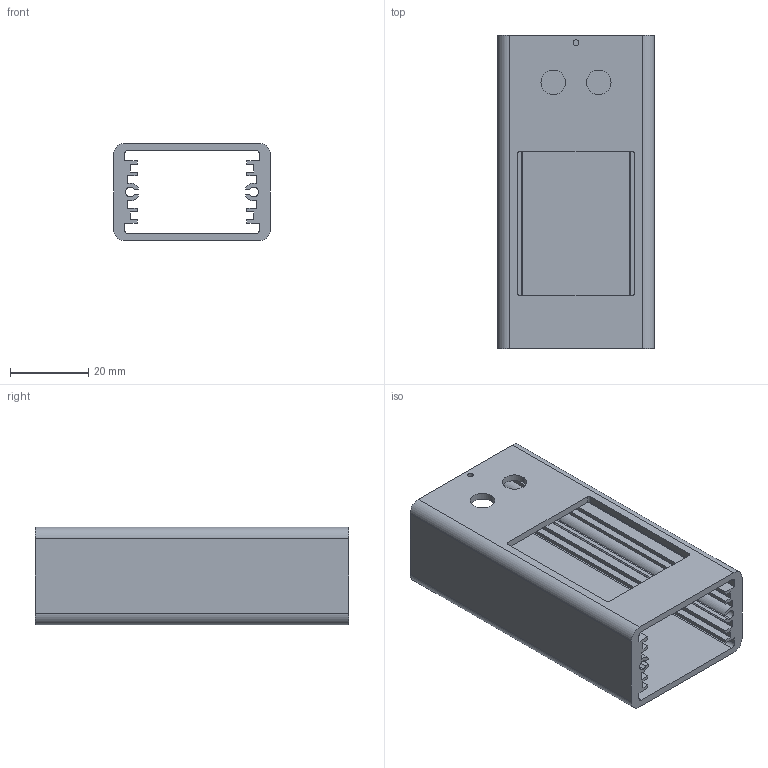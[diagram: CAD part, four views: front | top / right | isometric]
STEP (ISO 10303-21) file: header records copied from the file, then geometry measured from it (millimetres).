
FILE_DESCRIPTION (( 'STEP AP203' ), '1' );
FILE_NAME ('外壳.STEP', '2024-02-15T06:45:07', ( '微软用户' ), ( '微软中国' ), 'SwSTEP 2.0', 'SolidWorks 2021', '' );
FILE_SCHEMA (( 'CONFIG_CONTROL_DESIGN' ));
Length unit declared in the file: millimetre
Products named in the file (1): 俋褲
Bounding box: 40 x 80 x 25 mm (x, y, z)
Volume: 22873.5 mm3; surface area: 22217.8 mm2
Topology: 1 solids, 1 shells, 82 faces, 240 edges, 160 vertices
Faces by surface type: plane 52, cylinder 30
Entity records: 2821 total; most frequent: CARTESIAN_POINT 483, ORIENTED_EDGE 480, DIRECTION 466, EDGE_CURVE 240, LINE 180, VECTOR 180, VERTEX_POINT 160, AXIS2_PLACEMENT_3D 143
